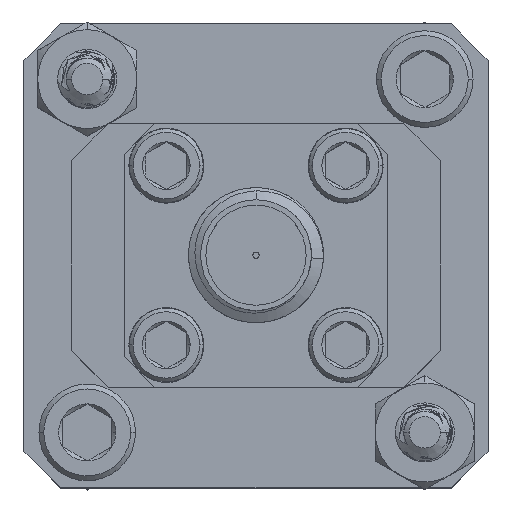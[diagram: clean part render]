
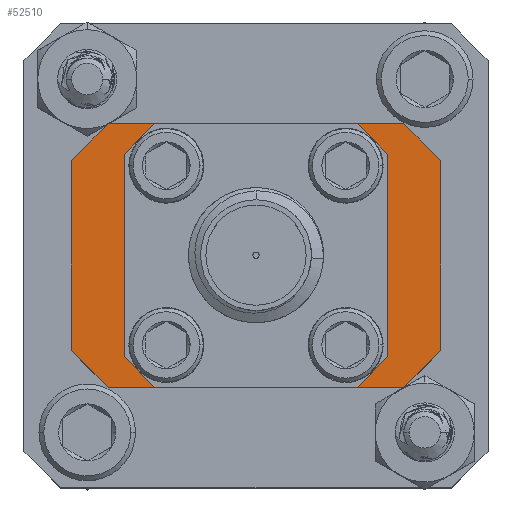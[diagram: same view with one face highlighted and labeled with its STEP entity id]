
A CAD part, top view. The second image highlights one B-rep face of the part: STEP entity #52510.
In plain terms, the highlighted planar face has unit normal (0, 0, 1).
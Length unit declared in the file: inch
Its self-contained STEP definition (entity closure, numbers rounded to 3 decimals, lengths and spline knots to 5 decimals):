
#171 = AXIS2_PLACEMENT_3D ( 'NONE', #40888, #35444, #47008 ) ;
#1534 = FACE_BOUND ( 'NONE', #32087, .T. ) ;
#1790 = CARTESIAN_POINT ( 'NONE',  ( 0.28, 0.25, 0.77 ) ) ;
#2082 = ORIENTED_EDGE ( 'NONE', *, *, #2344, .T. ) ;
#2344 = EDGE_CURVE ( 'NONE', #29979, #33693, #21180, .T. ) ;
#2841 = VERTEX_POINT ( 'NONE', #35397 ) ;
#3121 = VERTEX_POINT ( 'NONE', #39543 ) ;
#3631 = LINE ( 'NONE', #41342, #66110 ) ;
#4222 = FACE_BOUND ( 'NONE', #8554, .T. ) ;
#4332 = VERTEX_POINT ( 'NONE', #58577 ) ;
#4337 = CARTESIAN_POINT ( 'NONE',  ( -0.35, 0.25, 0.77 ) ) ;
#5678 = EDGE_CURVE ( 'NONE', #33693, #29979, #48061, .T. ) ;
#7497 = DIRECTION ( 'NONE',  ( 0., 0., -1. ) ) ;
#7591 = DIRECTION ( 'NONE',  ( -1., 0., 0. ) ) ;
#8191 = ORIENTED_EDGE ( 'NONE', *, *, #40035, .T. ) ;
#8554 = EDGE_LOOP ( 'NONE', ( #63822, #23919 ) ) ;
#9419 = EDGE_CURVE ( 'NONE', #53205, #33347, #21212, .T. ) ;
#10552 = EDGE_CURVE ( 'NONE', #24819, #23501, #67726, .T. ) ;
#10938 = DIRECTION ( 'NONE',  ( -1., 0., 0. ) ) ;
#11645 = CARTESIAN_POINT ( 'NONE',  ( -0.28, -0.25, 0.77 ) ) ;
#12525 = EDGE_CURVE ( 'NONE', #38924, #3121, #62272, .T. ) ;
#13792 = DIRECTION ( 'NONE',  ( 0.707, 0.707, 0. ) ) ;
#14177 = DIRECTION ( 'NONE',  ( -1., 0., 0. ) ) ;
#14432 = CARTESIAN_POINT ( 'NONE',  ( 0.35, -0.25, 0.77 ) ) ;
#14645 = CARTESIAN_POINT ( 'NONE',  ( -0.315, -0.215, 0.77 ) ) ;
#14776 = CARTESIAN_POINT ( 'NONE',  ( -0.17, -0.17, 0.77 ) ) ;
#15480 = DIRECTION ( 'NONE',  ( -1., 0., 0. ) ) ;
#15560 = LINE ( 'NONE', #4337, #63084 ) ;
#15644 = FACE_BOUND ( 'NONE', #18496, .T. ) ;
#15732 = AXIS2_PLACEMENT_3D ( 'NONE', #62909, #7497, #68553 ) ;
#17563 = ORIENTED_EDGE ( 'NONE', *, *, #56928, .T. ) ;
#17848 = EDGE_CURVE ( 'NONE', #68856, #35740, #57520, .T. ) ;
#18496 = EDGE_LOOP ( 'NONE', ( #2082, #57887 ) ) ;
#19331 = ORIENTED_EDGE ( 'NONE', *, *, #12525, .F. ) ;
#19509 = DIRECTION ( 'NONE',  ( -0.707, 0.707, 0. ) ) ;
#19764 = ORIENTED_EDGE ( 'NONE', *, *, #9419, .T. ) ;
#20013 = CARTESIAN_POINT ( 'NONE',  ( 0.215, 0.315, 0.77 ) ) ;
#20983 = CARTESIAN_POINT ( 'NONE',  ( -0.1255, 0.17, 0.77 ) ) ;
#21180 = CIRCLE ( 'NONE', #171, 0.0445 ) ;
#21212 = CIRCLE ( 'NONE', #45446, 0.0445 ) ;
#21337 = ORIENTED_EDGE ( 'NONE', *, *, #44756, .T. ) ;
#21496 = CARTESIAN_POINT ( 'NONE',  ( 0.35, 0.18, 0.77 ) ) ;
#21527 = CARTESIAN_POINT ( 'NONE',  ( -0.17, 0.17, 0.77 ) ) ;
#21791 = VECTOR ( 'NONE', #53794, 39.37008 ) ;
#22071 = ORIENTED_EDGE ( 'NONE', *, *, #32922, .F. ) ;
#22102 = AXIS2_PLACEMENT_3D ( 'NONE', #41479, #47357, #46861 ) ;
#23501 = VERTEX_POINT ( 'NONE', #70267 ) ;
#23919 = ORIENTED_EDGE ( 'NONE', *, *, #10552, .T. ) ;
#24064 = CARTESIAN_POINT ( 'NONE',  ( -0.1255, -0.17, 0.77 ) ) ;
#24819 = VERTEX_POINT ( 'NONE', #43359 ) ;
#26091 = ORIENTED_EDGE ( 'NONE', *, *, #33074, .F. ) ;
#26178 = EDGE_LOOP ( 'NONE', ( #22071, #43500, #19331, #8191, #26091, #67380, #48965, #29345 ) ) ;
#26382 = CARTESIAN_POINT ( 'NONE',  ( 0.35, 0.25, 0.77 ) ) ;
#27107 = DIRECTION ( 'NONE',  ( 0., -1., 0. ) ) ;
#27673 = CARTESIAN_POINT ( 'NONE',  ( 0.17, 0.17, 0.77 ) ) ;
#28132 = EDGE_LOOP ( 'NONE', ( #19764, #63116 ) ) ;
#28401 = CARTESIAN_POINT ( 'NONE',  ( -0.28, 0.25, 0.77 ) ) ;
#29345 = ORIENTED_EDGE ( 'NONE', *, *, #17848, .T. ) ;
#29637 = CIRCLE ( 'NONE', #42760, 0.0445 ) ;
#29979 = VERTEX_POINT ( 'NONE', #32948 ) ;
#30259 = DIRECTION ( 'NONE',  ( -0.707, -0.707, 0. ) ) ;
#30330 = CARTESIAN_POINT ( 'NONE',  ( -0.035, -0.565, 0.77 ) ) ;
#30925 = EDGE_CURVE ( 'NONE', #33347, #53205, #65850, .T. ) ;
#31057 = CIRCLE ( 'NONE', #15732, 0.0445 ) ;
#31449 = VECTOR ( 'NONE', #27107, 39.37008 ) ;
#32087 = EDGE_LOOP ( 'NONE', ( #17563, #21337 ) ) ;
#32922 = EDGE_CURVE ( 'NONE', #2841, #35740, #68405, .T. ) ;
#32948 = CARTESIAN_POINT ( 'NONE',  ( 0.1255, -0.17, 0.77 ) ) ;
#33074 = EDGE_CURVE ( 'NONE', #66769, #57694, #15560, .T. ) ;
#33134 = AXIS2_PLACEMENT_3D ( 'NONE', #21527, #55022, #66756 ) ;
#33347 = VERTEX_POINT ( 'NONE', #20983 ) ;
#33693 = VERTEX_POINT ( 'NONE', #65670 ) ;
#34406 = AXIS2_PLACEMENT_3D ( 'NONE', #71639, #37220, #71867 ) ;
#35397 = CARTESIAN_POINT ( 'NONE',  ( 0.28, -0.25, 0.77 ) ) ;
#35444 = DIRECTION ( 'NONE',  ( 0., 0., -1. ) ) ;
#35487 = VECTOR ( 'NONE', #70538, 39.37008 ) ;
#35740 = VERTEX_POINT ( 'NONE', #11645 ) ;
#35913 = CARTESIAN_POINT ( 'NONE',  ( -0.17, -0.17, 0.77 ) ) ;
#36682 = LINE ( 'NONE', #20013, #48119 ) ;
#37220 = DIRECTION ( 'NONE',  ( 0., 0., 1. ) ) ;
#38146 = VERTEX_POINT ( 'NONE', #24064 ) ;
#38924 = VERTEX_POINT ( 'NONE', #21496 ) ;
#39543 = CARTESIAN_POINT ( 'NONE',  ( 0.35, -0.18, 0.77 ) ) ;
#40035 = EDGE_CURVE ( 'NONE', #38924, #57694, #36682, .T. ) ;
#40888 = CARTESIAN_POINT ( 'NONE',  ( 0.17, -0.17, 0.77 ) ) ;
#40895 = CARTESIAN_POINT ( 'NONE',  ( -0.17, 0.17, 0.77 ) ) ;
#41342 = CARTESIAN_POINT ( 'NONE',  ( -0.565, -0.035, 0.77 ) ) ;
#41479 = CARTESIAN_POINT ( 'NONE',  ( 0.17, -0.17, 0.77 ) ) ;
#42760 = AXIS2_PLACEMENT_3D ( 'NONE', #14776, #43615, #15480 ) ;
#42879 = PLANE ( 'NONE',  #34406 ) ;
#43359 = CARTESIAN_POINT ( 'NONE',  ( 0.2145, 0.17, 0.77 ) ) ;
#43500 = ORIENTED_EDGE ( 'NONE', *, *, #58199, .T. ) ;
#43615 = DIRECTION ( 'NONE',  ( 0., 0., -1. ) ) ;
#44756 = EDGE_CURVE ( 'NONE', #38146, #4332, #67494, .T. ) ;
#45446 = AXIS2_PLACEMENT_3D ( 'NONE', #40895, #69357, #7591 ) ;
#46861 = DIRECTION ( 'NONE',  ( -1., 0., 0. ) ) ;
#47008 = DIRECTION ( 'NONE',  ( -1., 0., 0. ) ) ;
#47239 = DIRECTION ( 'NONE',  ( 0., 0., -1. ) ) ;
#47327 = AXIS2_PLACEMENT_3D ( 'NONE', #27673, #51078, #10938 ) ;
#47357 = DIRECTION ( 'NONE',  ( 0., 0., -1. ) ) ;
#47870 = EDGE_CURVE ( 'NONE', #23501, #24819, #31057, .T. ) ;
#48061 = CIRCLE ( 'NONE', #22102, 0.0445 ) ;
#48119 = VECTOR ( 'NONE', #19509, 39.37008 ) ;
#48471 = VERTEX_POINT ( 'NONE', #72578 ) ;
#48687 = DIRECTION ( 'NONE',  ( 1., 0., 0. ) ) ;
#48965 = ORIENTED_EDGE ( 'NONE', *, *, #56376, .F. ) ;
#51078 = DIRECTION ( 'NONE',  ( 0., 0., -1. ) ) ;
#52510 = ADVANCED_FACE ( 'NONE', ( #4222, #57956, #15644, #1534, #69368 ), #42879, .T. ) ;
#52597 = LINE ( 'NONE', #65535, #21791 ) ;
#53205 = VERTEX_POINT ( 'NONE', #61931 ) ;
#53485 = VECTOR ( 'NONE', #14177, 39.37008 ) ;
#53794 = DIRECTION ( 'NONE',  ( 0., 1., 0. ) ) ;
#54090 = CARTESIAN_POINT ( 'NONE',  ( -0.35, -0.18, 0.77 ) ) ;
#54187 = VECTOR ( 'NONE', #13792, 39.37008 ) ;
#55022 = DIRECTION ( 'NONE',  ( 0., 0., -1. ) ) ;
#56376 = EDGE_CURVE ( 'NONE', #68856, #48471, #52597, .T. ) ;
#56848 = DIRECTION ( 'NONE',  ( -1., 0., 0. ) ) ;
#56928 = EDGE_CURVE ( 'NONE', #4332, #38146, #29637, .T. ) ;
#57520 = LINE ( 'NONE', #14645, #35487 ) ;
#57694 = VERTEX_POINT ( 'NONE', #1790 ) ;
#57887 = ORIENTED_EDGE ( 'NONE', *, *, #5678, .T. ) ;
#57956 = FACE_BOUND ( 'NONE', #28132, .T. ) ;
#58199 = EDGE_CURVE ( 'NONE', #2841, #3121, #63780, .T. ) ;
#58577 = CARTESIAN_POINT ( 'NONE',  ( -0.2145, -0.17, 0.77 ) ) ;
#61739 = EDGE_CURVE ( 'NONE', #66769, #48471, #3631, .T. ) ;
#61931 = CARTESIAN_POINT ( 'NONE',  ( -0.2145, 0.17, 0.77 ) ) ;
#62272 = LINE ( 'NONE', #26382, #31449 ) ;
#62909 = CARTESIAN_POINT ( 'NONE',  ( 0.17, 0.17, 0.77 ) ) ;
#63084 = VECTOR ( 'NONE', #48687, 39.37008 ) ;
#63116 = ORIENTED_EDGE ( 'NONE', *, *, #30925, .T. ) ;
#63780 = LINE ( 'NONE', #30330, #54187 ) ;
#63822 = ORIENTED_EDGE ( 'NONE', *, *, #47870, .T. ) ;
#65535 = CARTESIAN_POINT ( 'NONE',  ( -0.35, -0.25, 0.77 ) ) ;
#65670 = CARTESIAN_POINT ( 'NONE',  ( 0.2145, -0.17, 0.77 ) ) ;
#65850 = CIRCLE ( 'NONE', #33134, 0.0445 ) ;
#66110 = VECTOR ( 'NONE', #30259, 39.37008 ) ;
#66756 = DIRECTION ( 'NONE',  ( -1., 0., 0. ) ) ;
#66769 = VERTEX_POINT ( 'NONE', #28401 ) ;
#67380 = ORIENTED_EDGE ( 'NONE', *, *, #61739, .T. ) ;
#67494 = CIRCLE ( 'NONE', #70765, 0.0445 ) ;
#67726 = CIRCLE ( 'NONE', #47327, 0.0445 ) ;
#68405 = LINE ( 'NONE', #14432, #53485 ) ;
#68553 = DIRECTION ( 'NONE',  ( -1., 0., 0. ) ) ;
#68856 = VERTEX_POINT ( 'NONE', #54090 ) ;
#69357 = DIRECTION ( 'NONE',  ( 0., 0., -1. ) ) ;
#69368 = FACE_OUTER_BOUND ( 'NONE', #26178, .T. ) ;
#70267 = CARTESIAN_POINT ( 'NONE',  ( 0.1255, 0.17, 0.77 ) ) ;
#70538 = DIRECTION ( 'NONE',  ( 0.707, -0.707, 0. ) ) ;
#70765 = AXIS2_PLACEMENT_3D ( 'NONE', #35913, #47239, #56848 ) ;
#71639 = CARTESIAN_POINT ( 'NONE',  ( -0.35, -0.25, 0.77 ) ) ;
#71867 = DIRECTION ( 'NONE',  ( 1., 0., 0. ) ) ;
#72578 = CARTESIAN_POINT ( 'NONE',  ( -0.35, 0.18, 0.77 ) ) ;
